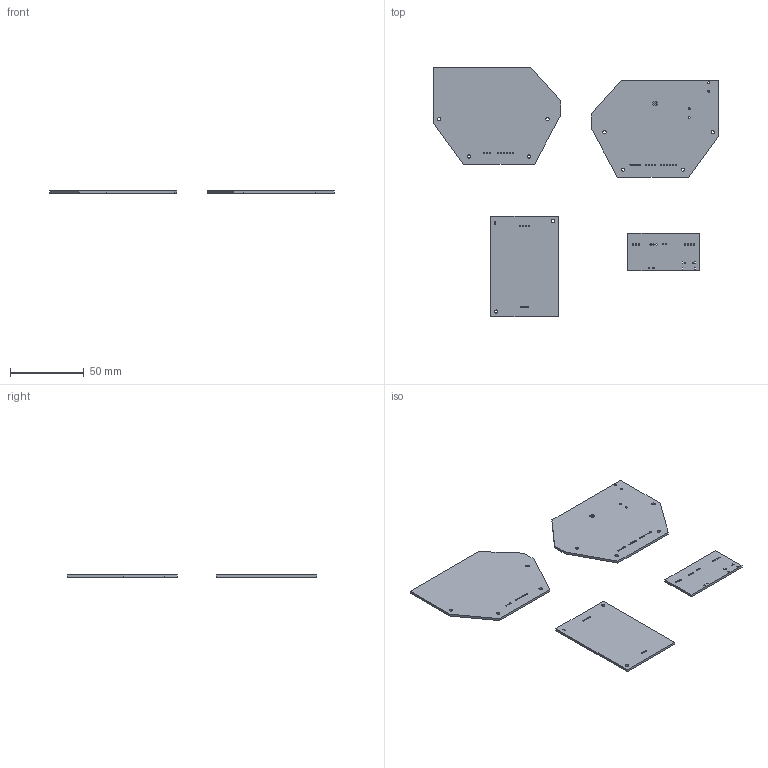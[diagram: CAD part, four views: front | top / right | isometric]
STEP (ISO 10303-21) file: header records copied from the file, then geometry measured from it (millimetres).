
FILE_DESCRIPTION(('KiCad electronic assembly'),'2;1');
FILE_NAME('PDN.step','2024-02-08T12:14:44',('Pcbnew'),('Kicad'), 'Open CASCADE STEP processor 7.6','KiCad to STEP converter','Unknown' );
FILE_SCHEMA(('AUTOMOTIVE_DESIGN { 1 0 10303 214 1 1 1 1 }'));
Length unit declared in the file: millimetre
Products named in the file (5): PDN 1; PCB1; PCB2; PCB3; PCB4
Assembly tree (4 placements, depth 2):
  PDN 1
    PCB1
    PCB2
    PCB3
    PCB4
Bounding box: 193.66 x 169.84 x 1.58 mm (x, y, z)
Volume: 22251.6 mm3; surface area: 29990 mm2
Topology: 4 solids, 4 shells, 184 faces, 528 edges, 352 vertices
Faces by surface type: plane 110, cylinder 74
Full cylindrical faces by diameter (mm): 0.3 x12, 0.61 x2, 0.65 x2, 0.914 x42, 1 x2, 1.3 x4, 2.2 x10
Entity records: 13806 total; most frequent: CARTESIAN_POINT 3013, DIRECTION 1962, LINE 1288, VECTOR 1288, ORIENTED_EDGE 1056, PCURVE 1056, DEFINITIONAL_REPRESENTATION 1056, EDGE_CURVE 528
